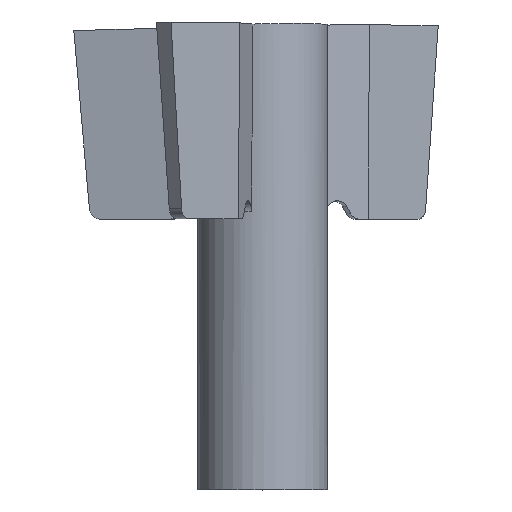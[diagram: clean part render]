
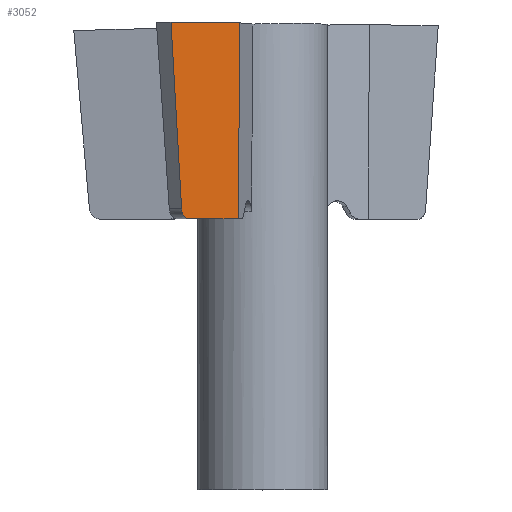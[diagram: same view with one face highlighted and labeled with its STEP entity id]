
A CAD part, top view. The second image highlights one B-rep face of the part: STEP entity #3052.
In plain terms, the highlighted planar face has unit normal (0.695, -0.009, 0.719).
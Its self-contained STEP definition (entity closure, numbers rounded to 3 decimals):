
#3052 = ADVANCED_FACE('',(#3053),#3067,.F.);
#3053 = FACE_BOUND('',#3054,.T.);
#3054 = EDGE_LOOP('',(#3055,#3078,#3096,#3112,#3133));
#3055 = ORIENTED_EDGE('',*,*,#3056,.F.);
#3056 = EDGE_CURVE('',#3057,#3059,#3061,.T.);
#3057 = VERTEX_POINT('',#3058);
#3058 = CARTESIAN_POINT('',(1564.353,-722.75,
    1089.019));
#3059 = VERTEX_POINT('',#3060);
#3060 = CARTESIAN_POINT('',(1564.284,-731.8,
    1088.976));
#3061 = SURFACE_CURVE('',#3062,(#3066),.PCURVE_S1.);
#3062 = LINE('',#3063,#3064);
#3063 = CARTESIAN_POINT('',(1564.28,-732.291,
    1088.974));
#3064 = VECTOR('',#3065,1.);
#3065 = DIRECTION('',(-0.008,-1.,
    -0.005));
#3066 = PCURVE('',#3067,#3072);
#3067 = PLANE('',#3068);
#3068 = AXIS2_PLACEMENT_3D('',#3069,#3070,#3071);
#3069 = CARTESIAN_POINT('',(1567.276,-732.3,
    1086.079));
#3070 = DIRECTION('',(-0.695,0.009,-0.719
    ));
#3071 = DIRECTION('',(-0.719,0.,0.695)
  );
#3072 = DEFINITIONAL_REPRESENTATION('',(#3073),#3077);
#3073 = LINE('',#3074,#3075);
#3074 = CARTESIAN_POINT('',(4.166,0.009));
#3075 = VECTOR('',#3076,1.);
#3076 = DIRECTION('',(0.002,-1.));
#3077 = ( GEOMETRIC_REPRESENTATION_CONTEXT(2) 
PARAMETRIC_REPRESENTATION_CONTEXT() REPRESENTATION_CONTEXT('2D SPACE',''
  ) );
#3078 = ORIENTED_EDGE('',*,*,#3079,.T.);
#3079 = EDGE_CURVE('',#3057,#3080,#3082,.T.);
#3080 = VERTEX_POINT('',#3081);
#3081 = CARTESIAN_POINT('',(1561.177,-722.714,
    1092.088));
#3082 = SURFACE_CURVE('',#3083,(#3088),.PCURVE_S1.);
#3083 = B_SPLINE_CURVE_WITH_KNOTS('',3,(#3084,#3085,#3086,#3087),
  .UNSPECIFIED.,.F.,.F.,(4,4),(0.,1.),.PIECEWISE_BEZIER_KNOTS.);
#3084 = CARTESIAN_POINT('',(1564.353,-722.75,
    1089.019));
#3085 = CARTESIAN_POINT('',(1563.294,-722.739,
    1090.042));
#3086 = CARTESIAN_POINT('',(1562.235,-722.727,
    1091.065));
#3087 = CARTESIAN_POINT('',(1561.177,-722.714,
    1092.088));
#3088 = PCURVE('',#3067,#3089);
#3089 = DEFINITIONAL_REPRESENTATION('',(#3090),#3095);
#3090 = B_SPLINE_CURVE_WITH_KNOTS('',3,(#3091,#3092,#3093,#3094),
  .UNSPECIFIED.,.F.,.F.,(4,4),(0.,1.),.PIECEWISE_BEZIER_KNOTS.);
#3091 = CARTESIAN_POINT('',(4.145,9.55));
#3092 = CARTESIAN_POINT('',(5.617,9.562));
#3093 = CARTESIAN_POINT('',(7.089,9.573));
#3094 = CARTESIAN_POINT('',(8.562,9.586));
#3095 = ( GEOMETRIC_REPRESENTATION_CONTEXT(2) 
PARAMETRIC_REPRESENTATION_CONTEXT() REPRESENTATION_CONTEXT('2D SPACE',''
  ) );
#3096 = ORIENTED_EDGE('',*,*,#3097,.F.);
#3097 = EDGE_CURVE('',#3098,#3080,#3100,.T.);
#3098 = VERTEX_POINT('',#3099);
#3099 = CARTESIAN_POINT('',(1561.667,-731.344,
    1091.509));
#3100 = SURFACE_CURVE('',#3101,(#3105),.PCURVE_S1.);
#3101 = LINE('',#3102,#3103);
#3102 = CARTESIAN_POINT('',(1561.759,-732.97,
    1091.4));
#3103 = VECTOR('',#3104,1.);
#3104 = DIRECTION('',(-0.057,0.996,
    0.067));
#3105 = PCURVE('',#3067,#3106);
#3106 = DEFINITIONAL_REPRESENTATION('',(#3107),#3111);
#3107 = LINE('',#3108,#3109);
#3108 = CARTESIAN_POINT('',(7.665,-0.67));
#3109 = VECTOR('',#3110,1.);
#3110 = DIRECTION('',(0.087,0.996));
#3111 = ( GEOMETRIC_REPRESENTATION_CONTEXT(2) 
PARAMETRIC_REPRESENTATION_CONTEXT() REPRESENTATION_CONTEXT('2D SPACE',''
  ) );
#3112 = ORIENTED_EDGE('',*,*,#3113,.T.);
#3113 = EDGE_CURVE('',#3098,#3114,#3116,.T.);
#3114 = VERTEX_POINT('',#3115);
#3115 = CARTESIAN_POINT('',(1562.023,-731.8,
    1091.16));
#3116 = SURFACE_CURVE('',#3117,(#3122),.PCURVE_S1.);
#3117 = ELLIPSE('',#3118,0.5,0.5);
#3118 = AXIS2_PLACEMENT_3D('',#3119,#3120,#3121);
#3119 = CARTESIAN_POINT('',(1562.026,-731.3,
    1091.164));
#3120 = DIRECTION('',(0.695,-0.009,0.719)
  );
#3121 = DIRECTION('',(0.379,0.855,-0.355));
#3122 = PCURVE('',#3067,#3123);
#3123 = DEFINITIONAL_REPRESENTATION('',(#3124),#3132);
#3124 = ( BOUNDED_CURVE() B_SPLINE_CURVE(2,(#3125,#3126,#3127,#3128,
#3129,#3130,#3131),.UNSPECIFIED.,.T.,.F.) B_SPLINE_CURVE_WITH_KNOTS((1,2
    ,2,2,2,1),(-2.094,0.,2.094,4.189,
6.283,8.378),.UNSPECIFIED.) CURVE() 
GEOMETRIC_REPRESENTATION_ITEM() RATIONAL_B_SPLINE_CURVE((1.,0.5,1.,0.5,
1.,0.5,1.)) REPRESENTATION_ITEM('') );
#3125 = CARTESIAN_POINT('',(7.049,1.427));
#3126 = CARTESIAN_POINT('',(7.789,1.877));
#3127 = CARTESIAN_POINT('',(7.809,1.011));
#3128 = CARTESIAN_POINT('',(7.828,0.145));
#3129 = CARTESIAN_POINT('',(7.069,0.561));
#3130 = CARTESIAN_POINT('',(6.309,0.978));
#3131 = CARTESIAN_POINT('',(7.049,1.427));
#3132 = ( GEOMETRIC_REPRESENTATION_CONTEXT(2) 
PARAMETRIC_REPRESENTATION_CONTEXT() REPRESENTATION_CONTEXT('2D SPACE',''
  ) );
#3133 = ORIENTED_EDGE('',*,*,#3134,.T.);
#3134 = EDGE_CURVE('',#3114,#3059,#3135,.T.);
#3135 = SURFACE_CURVE('',#3136,(#3140),.PCURVE_S1.);
#3136 = LINE('',#3137,#3138);
#3137 = CARTESIAN_POINT('',(1567.279,-731.8,
    1086.082));
#3138 = VECTOR('',#3139,1.);
#3139 = DIRECTION('',(0.719,0.,-0.695));
#3140 = PCURVE('',#3067,#3141);
#3141 = DEFINITIONAL_REPRESENTATION('',(#3142),#3146);
#3142 = LINE('',#3143,#3144);
#3143 = CARTESIAN_POINT('',(0.,0.5));
#3144 = VECTOR('',#3145,1.);
#3145 = DIRECTION('',(-1.,0.));
#3146 = ( GEOMETRIC_REPRESENTATION_CONTEXT(2) 
PARAMETRIC_REPRESENTATION_CONTEXT() REPRESENTATION_CONTEXT('2D SPACE',''
  ) );
